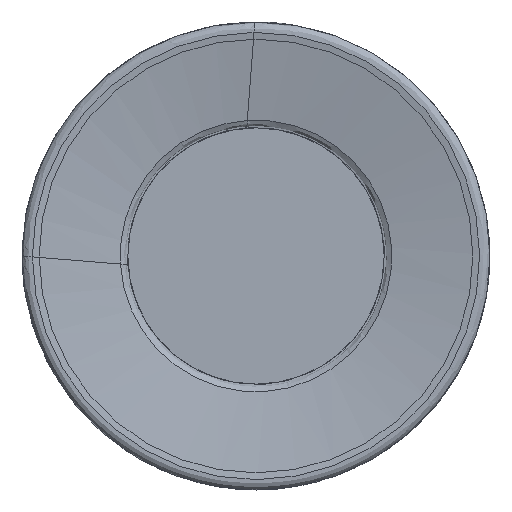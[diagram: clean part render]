
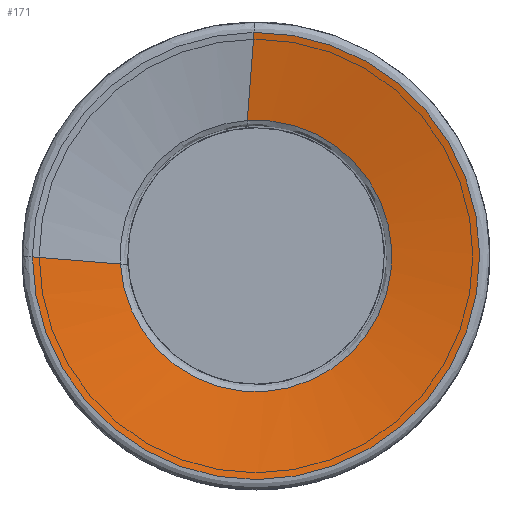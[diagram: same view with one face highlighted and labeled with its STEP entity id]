
A CAD part, left-side view. The second image highlights one B-rep face of the part: STEP entity #171.
In plain terms, the highlighted free-form (B-spline) face has degree [1, 3] with [2, 7] control points.
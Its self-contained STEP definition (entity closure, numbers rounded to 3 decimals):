
#42=(
BOUNDED_SURFACE()
B_SPLINE_SURFACE(1,3,((#966,#967,#968,#969,#970,#971,#972),(#973,#974,#975,
#976,#977,#978,#979)),.UNSPECIFIED.,.F.,.F.,.F.)
B_SPLINE_SURFACE_WITH_KNOTS((2,2),(4,3,4),(0.,1.),(0.,0.5,1.),
 .UNSPECIFIED.)
GEOMETRIC_REPRESENTATION_ITEM()
RATIONAL_B_SPLINE_SURFACE(((1.,0.588,0.588,1.,0.588,
0.588,1.),(1.,0.588,0.588,1.,0.588,
0.588,1.)))
REPRESENTATION_ITEM('')
SURFACE()
);
#70=LINE('',#958,#82);
#71=LINE('',#963,#83);
#82=VECTOR('',#789,1.);
#83=VECTOR('',#792,1.);
#171=ADVANCED_FACE('',(#204),#42,.F.);
#204=FACE_OUTER_BOUND('',#262,.T.);
#262=EDGE_LOOP('',(#328,#329,#330,#331));
#328=ORIENTED_EDGE('',*,*,#520,.F.);
#329=ORIENTED_EDGE('',*,*,#521,.F.);
#330=ORIENTED_EDGE('',*,*,#522,.F.);
#331=ORIENTED_EDGE('',*,*,#523,.T.);
#467=VERTEX_POINT('',#959);
#468=VERTEX_POINT('',#960);
#469=VERTEX_POINT('',#962);
#470=VERTEX_POINT('',#964);
#520=EDGE_CURVE('',#467,#468,#70,.T.);
#521=EDGE_CURVE('',#469,#467,#597,.T.);
#522=EDGE_CURVE('',#470,#469,#71,.T.);
#523=EDGE_CURVE('',#470,#468,#598,.T.);
#597=CIRCLE('',#673,20.067);
#598=CIRCLE('',#674,12.189);
#673=AXIS2_PLACEMENT_3D('',#961,#790,#791);
#674=AXIS2_PLACEMENT_3D('',#965,#793,#794);
#789=DIRECTION('',(0.174,-0.982,-0.08));
#790=DIRECTION('',(1.,0.,0.));
#791=DIRECTION('',(0.,0.009,1.));
#792=DIRECTION('',(-0.174,-0.075,0.982));
#793=DIRECTION('',(1.,0.,0.));
#794=DIRECTION('',(0.,0.064,0.998));
#958=CARTESIAN_POINT('',(1.409,12.168,-0.724));
#959=CARTESIAN_POINT('',(0.012,20.067,-0.081));
#960=CARTESIAN_POINT('',(1.409,12.168,-0.724));
#961=CARTESIAN_POINT('',(0.012,0.,0.));
#962=CARTESIAN_POINT('',(0.012,0.177,20.066));
#963=CARTESIAN_POINT('',(1.409,0.782,12.164));
#964=CARTESIAN_POINT('',(1.409,0.782,12.164));
#965=CARTESIAN_POINT('',(1.409,0.,0.));
#966=CARTESIAN_POINT('',(1.409,0.782,12.164));
#967=CARTESIAN_POINT('',(1.409,-11.973,12.984));
#968=CARTESIAN_POINT('',(1.409,-17.597,1.507));
#969=CARTESIAN_POINT('',(1.409,-9.135,-8.071));
#970=CARTESIAN_POINT('',(1.409,-0.673,-17.649));
#971=CARTESIAN_POINT('',(1.409,11.409,-13.482));
#972=CARTESIAN_POINT('',(1.409,12.168,-0.724));
#973=CARTESIAN_POINT('',(0.012,0.177,20.066));
#974=CARTESIAN_POINT('',(0.012,-20.862,20.252));
#975=CARTESIAN_POINT('',(0.012,-29.062,0.875));
#976=CARTESIAN_POINT('',(0.012,-14.281,-14.098));
#977=CARTESIAN_POINT('',(0.012,0.501,-29.071));
#978=CARTESIAN_POINT('',(0.012,19.982,-21.122));
#979=CARTESIAN_POINT('',(0.012,20.067,-0.081));
